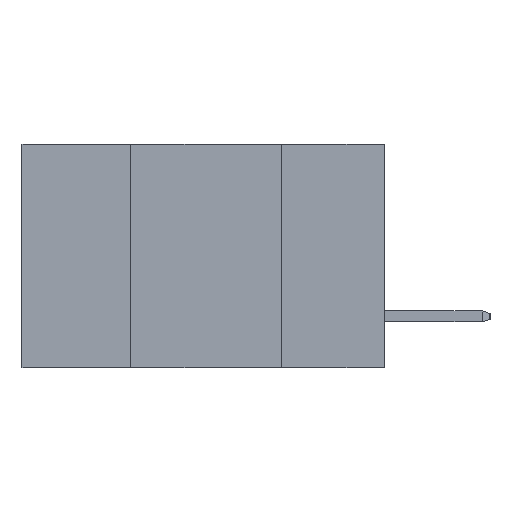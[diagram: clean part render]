
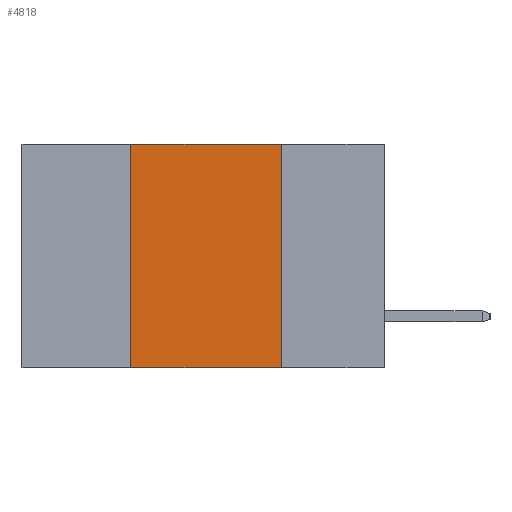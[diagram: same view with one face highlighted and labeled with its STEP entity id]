
A CAD part, left-side view. The second image highlights one B-rep face of the part: STEP entity #4818.
In plain terms, the highlighted planar face has unit normal (-1, 0, 0).
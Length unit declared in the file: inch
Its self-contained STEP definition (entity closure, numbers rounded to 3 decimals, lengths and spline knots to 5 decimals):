
#1137 = EDGE_CURVE ( 'NONE', #11113, #7258, #3332, .T. ) ;
#1409 = CARTESIAN_POINT ( 'NONE',  ( 0., 0.42, -0.37 ) ) ;
#2043 = FACE_OUTER_BOUND ( 'NONE', #2288, .T. ) ;
#2288 = EDGE_LOOP ( 'NONE', ( #9239, #8460, #2838, #3819 ) ) ;
#2802 = EDGE_CURVE ( 'NONE', #8162, #11113, #8894, .T. ) ;
#2818 = EDGE_CURVE ( 'NONE', #7258, #6196, #5670, .T. ) ;
#2838 = ORIENTED_EDGE ( 'NONE', *, *, #2802, .F. ) ;
#3332 = LINE ( 'NONE', #4608, #15652 ) ;
#3819 = ORIENTED_EDGE ( 'NONE', *, *, #8706, .T. ) ;
#4595 = DIRECTION ( 'NONE',  ( 0., 0., -1. ) ) ;
#4608 = CARTESIAN_POINT ( 'NONE',  ( 0., 0.6, 0. ) ) ;
#4667 = DIRECTION ( 'NONE',  ( 0., -1., 0. ) ) ;
#4787 = PLANE ( 'NONE',  #7511 ) ;
#4818 = ADVANCED_FACE ( 'NONE', ( #2043 ), #4787, .F. ) ;
#4935 = CARTESIAN_POINT ( 'NONE',  ( 0., 0.42, 0. ) ) ;
#5282 = VECTOR ( 'NONE', #10392, 39.37008 ) ;
#5440 = CARTESIAN_POINT ( 'NONE',  ( 0., 0.6, 0. ) ) ;
#5670 = LINE ( 'NONE', #9370, #5282 ) ;
#6196 = VERTEX_POINT ( 'NONE', #10682 ) ;
#7258 = VERTEX_POINT ( 'NONE', #14602 ) ;
#7511 = AXIS2_PLACEMENT_3D ( 'NONE', #5440, #8448, #4595 ) ;
#8162 = VERTEX_POINT ( 'NONE', #1409 ) ;
#8448 = DIRECTION ( 'NONE',  ( 1., 0., 0. ) ) ;
#8460 = ORIENTED_EDGE ( 'NONE', *, *, #1137, .F. ) ;
#8706 = EDGE_CURVE ( 'NONE', #8162, #6196, #15827, .T. ) ;
#8894 = LINE ( 'NONE', #10321, #11704 ) ;
#9239 = ORIENTED_EDGE ( 'NONE', *, *, #2818, .F. ) ;
#9370 = CARTESIAN_POINT ( 'NONE',  ( 0., 0.17, 0. ) ) ;
#9684 = VECTOR ( 'NONE', #4667, 39.37008 ) ;
#10321 = CARTESIAN_POINT ( 'NONE',  ( 0., 0.42, 0. ) ) ;
#10392 = DIRECTION ( 'NONE',  ( 0., 0., -1. ) ) ;
#10682 = CARTESIAN_POINT ( 'NONE',  ( 0., 0.17, -0.37 ) ) ;
#10693 = CARTESIAN_POINT ( 'NONE',  ( 0., 0.6, -0.37 ) ) ;
#11113 = VERTEX_POINT ( 'NONE', #4935 ) ;
#11704 = VECTOR ( 'NONE', #14147, 39.37008 ) ;
#14147 = DIRECTION ( 'NONE',  ( 0., 0., 1. ) ) ;
#14602 = CARTESIAN_POINT ( 'NONE',  ( 0., 0.17, 0. ) ) ;
#15652 = VECTOR ( 'NONE', #15914, 39.37008 ) ;
#15827 = LINE ( 'NONE', #10693, #9684 ) ;
#15914 = DIRECTION ( 'NONE',  ( 0., -1., 0. ) ) ;
